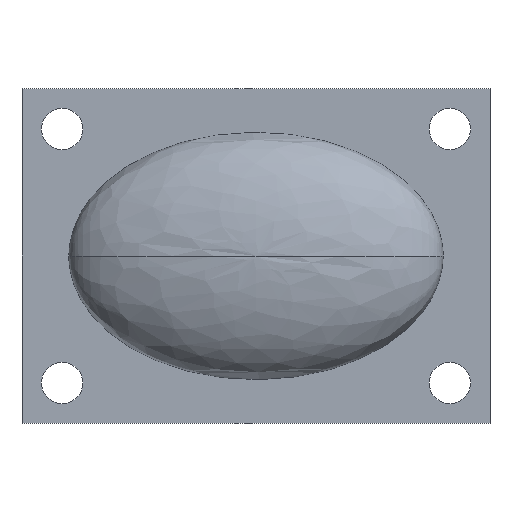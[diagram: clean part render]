
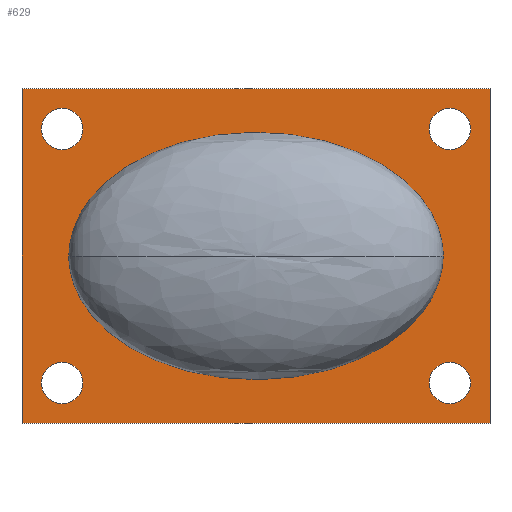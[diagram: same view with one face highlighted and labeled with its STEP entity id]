
A CAD part, front view. The second image highlights one B-rep face of the part: STEP entity #629.
In plain terms, the highlighted planar face has unit normal (0, -1, 0).
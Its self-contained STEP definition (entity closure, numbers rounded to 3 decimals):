
#2 = CARTESIAN_POINT ( 'NONE',  ( -29., 5., -22.1 ) ) ;
#9 = CARTESIAN_POINT ( 'NONE',  ( -29., 5., 19. ) ) ;
#15 = ORIENTED_EDGE ( 'NONE', *, *, #468, .F. ) ;
#25 = ORIENTED_EDGE ( 'NONE', *, *, #457, .F. ) ;
#27 = CARTESIAN_POINT ( 'NONE',  ( 28., 5., 0. ) ) ;
#37 = CIRCLE ( 'NONE', #448, 3.1 ) ;
#39 = EDGE_CURVE ( 'NONE', #355, #344, #161, .T. ) ;
#42 = VERTEX_POINT ( 'NONE', #535 ) ;
#52 = ORIENTED_EDGE ( 'NONE', *, *, #464, .F. ) ;
#58 = CARTESIAN_POINT ( 'NONE',  ( -29., 5., -19. ) ) ;
#67 = VERTEX_POINT ( 'NONE', #221 ) ;
#75 = EDGE_CURVE ( 'NONE', #344, #355, #428, .T. ) ;
#77 = CARTESIAN_POINT ( 'NONE',  ( -35., 5., 25. ) ) ;
#81 = CARTESIAN_POINT ( 'NONE',  ( 29., 5., -22.1 ) ) ;
#84 = DIRECTION ( 'NONE',  ( 0., 0., 1. ) ) ;
#95 = ORIENTED_EDGE ( 'NONE', *, *, #366, .F. ) ;
#99 = DIRECTION ( 'NONE',  ( 0., 0., -1. ) ) ;
#102 = CARTESIAN_POINT ( 'NONE',  ( 29., 5., -19. ) ) ;
#108 = EDGE_CURVE ( 'NONE', #67, #533, #600, .T. ) ;
#126 = ORIENTED_EDGE ( 'NONE', *, *, #75, .F. ) ;
#131 = FACE_BOUND ( 'NONE', #490, .T. ) ;
#139 = LINE ( 'NONE', #77, #230 ) ;
#142 = VERTEX_POINT ( 'NONE', #371 ) ;
#145 = DIRECTION ( 'NONE',  ( 0., -1., 0. ) ) ;
#154 = CIRCLE ( 'NONE', #209, 3.1 ) ;
#161 = CIRCLE ( 'NONE', #194, 3.1 ) ;
#170 = DIRECTION ( 'NONE',  ( 0., 0., -1. ) ) ;
#179 = DIRECTION ( 'NONE',  ( 0., 0., -1. ) ) ;
#182 = CARTESIAN_POINT ( 'NONE',  ( 28., 5., 0. ) ) ;
#194 = AXIS2_PLACEMENT_3D ( 'NONE', #102, #212, #220 ) ;
#204 = ORIENTED_EDGE ( 'NONE', *, *, #634, .T. ) ;
#205 = DIRECTION ( 'NONE',  ( 0., 0., -1. ) ) ;
#206 = DIRECTION ( 'NONE',  ( 0., -1., 0. ) ) ;
#209 = AXIS2_PLACEMENT_3D ( 'NONE', #58, #424, #205 ) ;
#210 = CARTESIAN_POINT ( 'NONE',  ( -35., 5., -25. ) ) ;
#212 = DIRECTION ( 'NONE',  ( 0., -1., 0. ) ) ;
#213 =( BOUNDED_CURVE ( )  B_SPLINE_CURVE ( 3, ( #182, #550, #494, #657 ),
 .UNSPECIFIED., .F., .F. ) 
 B_SPLINE_CURVE_WITH_KNOTS ( ( 4, 4 ),
 ( 0., 3.142 ),
 .UNSPECIFIED. ) 
 CURVE ( )  GEOMETRIC_REPRESENTATION_ITEM ( )  RATIONAL_B_SPLINE_CURVE ( ( 1., 0.333, 0.333, 1. ) ) 
 REPRESENTATION_ITEM ( '' )  );
#216 = CIRCLE ( 'NONE', #626, 3.1 ) ;
#219 = DIRECTION ( 'NONE',  ( 0., -1., 0. ) ) ;
#220 = DIRECTION ( 'NONE',  ( 0., 0., -1. ) ) ;
#221 = CARTESIAN_POINT ( 'NONE',  ( -29., 5., 22.1 ) ) ;
#223 = EDGE_CURVE ( 'NONE', #42, #272, #407, .T. ) ;
#224 = VERTEX_POINT ( 'NONE', #632 ) ;
#230 = VECTOR ( 'NONE', #343, 1000. ) ;
#232 = LINE ( 'NONE', #346, #559 ) ;
#236 = PLANE ( 'NONE',  #238 ) ;
#238 = AXIS2_PLACEMENT_3D ( 'NONE', #656, #287, #84 ) ;
#240 = CARTESIAN_POINT ( 'NONE',  ( -28., 5., 37. ) ) ;
#241 = DIRECTION ( 'NONE',  ( 0., 0., -1. ) ) ;
#251 = DIRECTION ( 'NONE',  ( 0., -1., 0. ) ) ;
#255 = AXIS2_PLACEMENT_3D ( 'NONE', #9, #206, #170 ) ;
#258 = DIRECTION ( 'NONE',  ( -1., 0., 0. ) ) ;
#259 = EDGE_LOOP ( 'NONE', ( #25, #305 ) ) ;
#260 = CARTESIAN_POINT ( 'NONE',  ( -35., 5., -25. ) ) ;
#268 = EDGE_CURVE ( 'NONE', #476, #617, #139, .T. ) ;
#272 = VERTEX_POINT ( 'NONE', #558 ) ;
#274 = AXIS2_PLACEMENT_3D ( 'NONE', #356, #566, #99 ) ;
#276 = EDGE_CURVE ( 'NONE', #617, #224, #289, .T. ) ;
#277 = ORIENTED_EDGE ( 'NONE', *, *, #276, .F. ) ;
#282 = FACE_BOUND ( 'NONE', #674, .T. ) ;
#286 = CARTESIAN_POINT ( 'NONE',  ( -29., 5., -19. ) ) ;
#287 = DIRECTION ( 'NONE',  ( 0., 1., 0. ) ) ;
#289 = LINE ( 'NONE', #386, #625 ) ;
#291 = FACE_OUTER_BOUND ( 'NONE', #412, .T. ) ;
#292 = CARTESIAN_POINT ( 'NONE',  ( 29., 5., -15.9 ) ) ;
#294 = EDGE_CURVE ( 'NONE', #620, #476, #232, .T. ) ;
#302 = CARTESIAN_POINT ( 'NONE',  ( -28., 5., 0. ) ) ;
#305 = ORIENTED_EDGE ( 'NONE', *, *, #108, .F. ) ;
#313 = CARTESIAN_POINT ( 'NONE',  ( 35., 5., 25. ) ) ;
#315 = LINE ( 'NONE', #210, #537 ) ;
#318 = EDGE_CURVE ( 'NONE', #435, #540, #213, .T. ) ;
#319 = AXIS2_PLACEMENT_3D ( 'NONE', #331, #219, #430 ) ;
#321 = ORIENTED_EDGE ( 'NONE', *, *, #397, .F. ) ;
#330 = ORIENTED_EDGE ( 'NONE', *, *, #318, .T. ) ;
#331 = CARTESIAN_POINT ( 'NONE',  ( 29., 5., 19. ) ) ;
#343 = DIRECTION ( 'NONE',  ( 1., 0., 0. ) ) ;
#344 = VERTEX_POINT ( 'NONE', #81 ) ;
#346 = CARTESIAN_POINT ( 'NONE',  ( -35., 5., -25. ) ) ;
#350 = DIRECTION ( 'NONE',  ( 0., 0., -1. ) ) ;
#355 = VERTEX_POINT ( 'NONE', #292 ) ;
#356 = CARTESIAN_POINT ( 'NONE',  ( -29., 5., 19. ) ) ;
#359 = ORIENTED_EDGE ( 'NONE', *, *, #294, .F. ) ;
#366 = EDGE_CURVE ( 'NONE', #462, #142, #37, .T. ) ;
#371 = CARTESIAN_POINT ( 'NONE',  ( -29., 5., -15.9 ) ) ;
#384 = FACE_BOUND ( 'NONE', #434, .T. ) ;
#385 = EDGE_LOOP ( 'NONE', ( #95, #15 ) ) ;
#386 = CARTESIAN_POINT ( 'NONE',  ( 35., 5., -25. ) ) ;
#397 = EDGE_CURVE ( 'NONE', #272, #42, #216, .T. ) ;
#407 = CIRCLE ( 'NONE', #319, 3.1 ) ;
#412 = EDGE_LOOP ( 'NONE', ( #359, #52, #277, #503 ) ) ;
#421 = CIRCLE ( 'NONE', #274, 3.1 ) ;
#424 = DIRECTION ( 'NONE',  ( 0., -1., 0. ) ) ;
#428 = CIRCLE ( 'NONE', #460, 3.1 ) ;
#429 = CARTESIAN_POINT ( 'NONE',  ( 29., 5., -19. ) ) ;
#430 = DIRECTION ( 'NONE',  ( 0., 0., -1. ) ) ;
#434 = EDGE_LOOP ( 'NONE', ( #126, #642 ) ) ;
#435 = VERTEX_POINT ( 'NONE', #459 ) ;
#445 = DIRECTION ( 'NONE',  ( 0., 0., 1. ) ) ;
#448 = AXIS2_PLACEMENT_3D ( 'NONE', #286, #497, #179 ) ;
#457 = EDGE_CURVE ( 'NONE', #533, #67, #421, .T. ) ;
#459 = CARTESIAN_POINT ( 'NONE',  ( 28., 5., 0. ) ) ;
#460 = AXIS2_PLACEMENT_3D ( 'NONE', #429, #251, #241 ) ;
#461 = CARTESIAN_POINT ( 'NONE',  ( -29., 5., 15.9 ) ) ;
#462 = VERTEX_POINT ( 'NONE', #2 ) ;
#464 = EDGE_CURVE ( 'NONE', #224, #620, #315, .T. ) ;
#467 = FACE_BOUND ( 'NONE', #385, .T. ) ;
#468 = EDGE_CURVE ( 'NONE', #142, #462, #154, .T. ) ;
#473 =( BOUNDED_CURVE ( )  B_SPLINE_CURVE ( 3, ( #653, #240, #596, #27 ),
 .UNSPECIFIED., .F., .F. ) 
 B_SPLINE_CURVE_WITH_KNOTS ( ( 4, 4 ),
 ( 3.142, 6.283 ),
 .UNSPECIFIED. ) 
 CURVE ( )  GEOMETRIC_REPRESENTATION_ITEM ( )  RATIONAL_B_SPLINE_CURVE ( ( 1., 0.333, 0.333, 1. ) ) 
 REPRESENTATION_ITEM ( '' )  );
#476 = VERTEX_POINT ( 'NONE', #568 ) ;
#490 = EDGE_LOOP ( 'NONE', ( #546, #321 ) ) ;
#494 = CARTESIAN_POINT ( 'NONE',  ( -28., 5., -37. ) ) ;
#497 = DIRECTION ( 'NONE',  ( 0., -1., 0. ) ) ;
#503 = ORIENTED_EDGE ( 'NONE', *, *, #268, .F. ) ;
#533 = VERTEX_POINT ( 'NONE', #461 ) ;
#535 = CARTESIAN_POINT ( 'NONE',  ( 29., 5., 15.9 ) ) ;
#537 = VECTOR ( 'NONE', #258, 1000. ) ;
#540 = VERTEX_POINT ( 'NONE', #302 ) ;
#546 = ORIENTED_EDGE ( 'NONE', *, *, #223, .F. ) ;
#550 = CARTESIAN_POINT ( 'NONE',  ( 28., 5., -37. ) ) ;
#556 = DIRECTION ( 'NONE',  ( 0., 0., -1. ) ) ;
#558 = CARTESIAN_POINT ( 'NONE',  ( 29., 5., 22.1 ) ) ;
#559 = VECTOR ( 'NONE', #445, 1000. ) ;
#566 = DIRECTION ( 'NONE',  ( 0., -1., 0. ) ) ;
#568 = CARTESIAN_POINT ( 'NONE',  ( -35., 5., 25. ) ) ;
#575 = FACE_BOUND ( 'NONE', #259, .T. ) ;
#596 = CARTESIAN_POINT ( 'NONE',  ( 28., 5., 37. ) ) ;
#600 = CIRCLE ( 'NONE', #255, 3.1 ) ;
#609 = CARTESIAN_POINT ( 'NONE',  ( 29., 5., 19. ) ) ;
#617 = VERTEX_POINT ( 'NONE', #313 ) ;
#620 = VERTEX_POINT ( 'NONE', #260 ) ;
#625 = VECTOR ( 'NONE', #556, 1000. ) ;
#626 = AXIS2_PLACEMENT_3D ( 'NONE', #609, #145, #350 ) ;
#629 = ADVANCED_FACE ( 'NONE', ( #467, #575, #131, #384, #282, #291 ), #236, .F. ) ;
#632 = CARTESIAN_POINT ( 'NONE',  ( 35., 5., -25. ) ) ;
#634 = EDGE_CURVE ( 'NONE', #540, #435, #473, .T. ) ;
#642 = ORIENTED_EDGE ( 'NONE', *, *, #39, .F. ) ;
#653 = CARTESIAN_POINT ( 'NONE',  ( -28., 5., 0. ) ) ;
#656 = CARTESIAN_POINT ( 'NONE',  ( 0., 5., 0. ) ) ;
#657 = CARTESIAN_POINT ( 'NONE',  ( -28., 5., 0. ) ) ;
#674 = EDGE_LOOP ( 'NONE', ( #330, #204 ) ) ;
